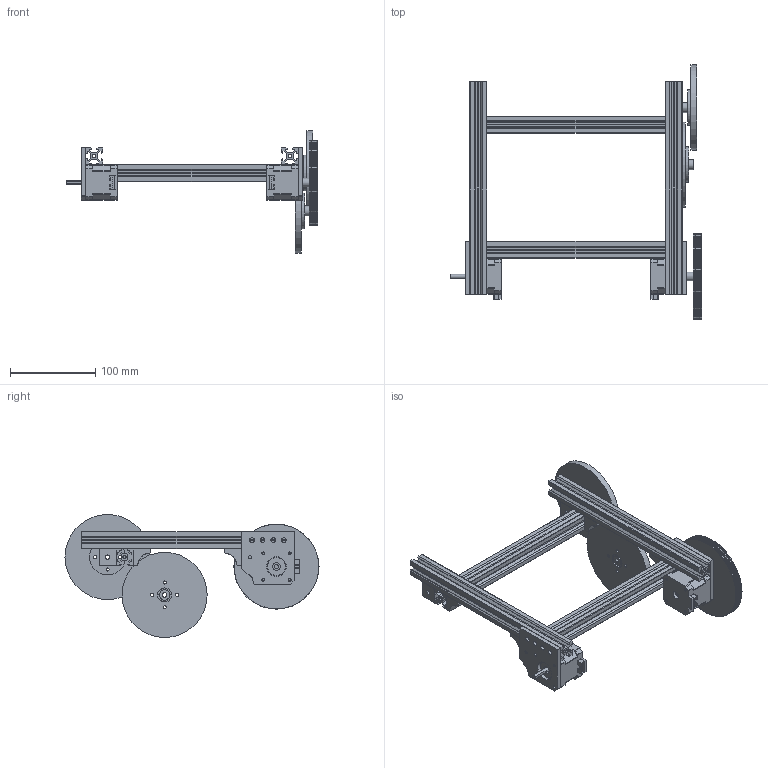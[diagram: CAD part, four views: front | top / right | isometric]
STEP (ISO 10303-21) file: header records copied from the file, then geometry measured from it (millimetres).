
FILE_DESCRIPTION(/* description */ ('STEP AP242','CAx-IF Rec.Pracs.---Representation and Presentation of Product Manufacturing Information (PMI)---4.0---2014-10-13','CAx-IF Rec.Pracs.---3D Tessellated Geometry---0.4---2014-09-14','2;1'),/* implementation_level */ '2;1');
FILE_NAME(/* name */ '688902b944961510ff420245',/* time_stamp */ '2025-07-29T17:19:54Z',/* author */ (''),/* organization */ (''),/* preprocessor_version */ 'ST-DEVELOPER v20',/* originating_system */ 'ONSHAPE BY PTC INC, 1.201',/* authorisation */ ' ');
FILE_SCHEMA (('AP242_MANAGED_MODEL_BASED_3D_ENGINEERING_MIM_LF { 1 0 10303 442 1 1 4 }'));
Length unit declared in the file: metre
Products named in the file (13): Assembly 2; 608RSR; 2020Corner; Part 3; Socket button head screw M5x0.8 x 8; 2020 Extrusion; Nema 17 model v2; Part 1; Part 2; Part 4; Motor Mount; Motor Mount Mirrored
Assembly tree (24 placements, depth 2):
  Assembly 2
    608RSR  x2
    2020Corner  x4
    Part 3  x2
    2020Corner  x2
    Socket button head screw M5x0.8 x 8
    2020 Extrusion  x4
    Nema 17 model v2  x2
    Part 1
    Part 2  x2
    Part 4  x2
    Motor Mount
    Motor Mount Mirrored
Bounding box: 295.4 x 298.41 x 144.47 mm (x, y, z)
Volume: 559727.3 mm3; surface area: 289352.7 mm2
Topology: 24 solids, 24 shells, 961 faces, 2676 edges, 1793 vertices
Faces by surface type: plane 615, cylinder 248, torus 43, bspline 32, sphere 13, cone 10
Full cylindrical faces by diameter (mm): 3.4 x10, 3.6 x16, 4.2 x4, 5 x9, 5.3 x2, 5.5 x8, 6.1 x6, 8 x4, 8.8 x2, 9 x4, 9.8 x16, 10 x1, 11.769 x2, 12.2 x6, 12.3 x2, 16.5 x4, 17.8 x6, 21 x2, 22 x4, 22.5 x4, 23 x2, 42 x2, 100 x13
Entity records: 22652 total; most frequent: CARTESIAN_POINT 10871, DIRECTION 2267, ORIENTED_EDGE 2144, EDGE_CURVE 1072, AXIS2_PLACEMENT_3D 820, VERTEX_POINT 772, FACE_BOUND 666, EDGE_LOOP 665
